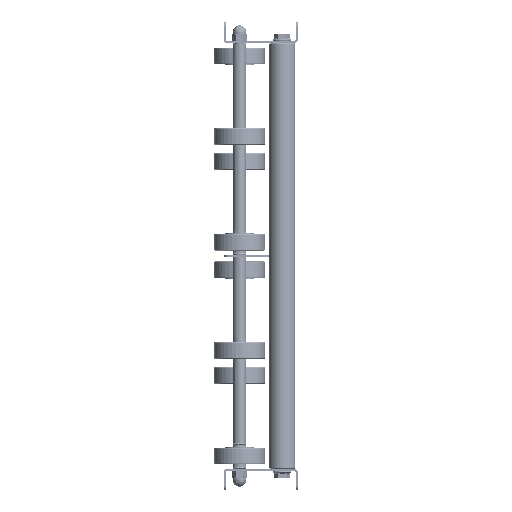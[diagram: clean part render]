
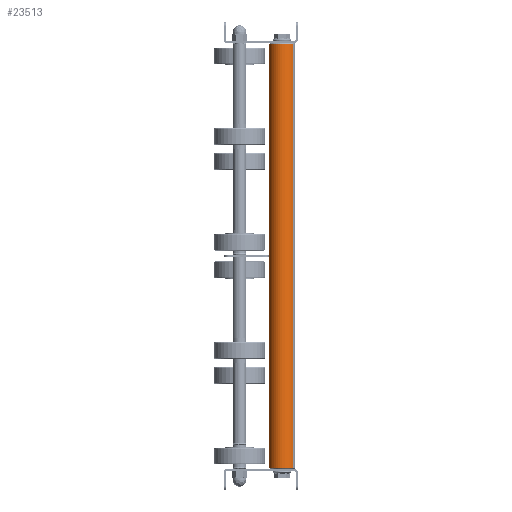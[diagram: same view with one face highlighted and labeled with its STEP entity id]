
A CAD part, left-side view. The second image highlights one B-rep face of the part: STEP entity #23513.
In plain terms, the highlighted cylindrical face has radius 12.5 mm (diameter 25 mm), a partial arc.
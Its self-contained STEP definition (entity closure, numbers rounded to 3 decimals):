
#383 = DIRECTION ( 'NONE',  ( -1., 0., 0. ) ) ;
#977 = CARTESIAN_POINT ( 'NONE',  ( 1., 0., 0. ) ) ;
#2188 = DIRECTION ( 'NONE',  ( -1., 0., 0. ) ) ;
#2835 = VECTOR ( 'NONE', #50043, 1000. ) ;
#2933 = ORIENTED_EDGE ( 'NONE', *, *, #21409, .T. ) ;
#6822 = CARTESIAN_POINT ( 'NONE',  ( 400., 0., 12.5 ) ) ;
#7458 = CARTESIAN_POINT ( 'NONE',  ( 399., 0., -12.5 ) ) ;
#7498 = CIRCLE ( 'NONE', #22586, 12.5 ) ;
#11174 = CARTESIAN_POINT ( 'NONE',  ( 400., 0., 0. ) ) ;
#11778 = CIRCLE ( 'NONE', #15940, 12.5 ) ;
#13170 = CARTESIAN_POINT ( 'NONE',  ( 399., 0., 12.5 ) ) ;
#15940 = AXIS2_PLACEMENT_3D ( 'NONE', #977, #21381, #16936 ) ;
#16936 = DIRECTION ( 'NONE',  ( 0., 0., -1. ) ) ;
#17680 = EDGE_CURVE ( 'NONE', #31305, #30064, #7498, .T. ) ;
#18067 = LINE ( 'NONE', #6822, #2835 ) ;
#18465 = DIRECTION ( 'NONE',  ( -1., 0., 0. ) ) ;
#19388 = ORIENTED_EDGE ( 'NONE', *, *, #47415, .F. ) ;
#21381 = DIRECTION ( 'NONE',  ( 1., 0., 0. ) ) ;
#21409 = EDGE_CURVE ( 'NONE', #30064, #31641, #18067, .T. ) ;
#22129 = LINE ( 'NONE', #49654, #40303 ) ;
#22586 = AXIS2_PLACEMENT_3D ( 'NONE', #26261, #2188, #42246 ) ;
#23513 = ADVANCED_FACE ( 'NONE', ( #47079 ), #40686, .T. ) ;
#25399 = CARTESIAN_POINT ( 'NONE',  ( 1., 0., -12.5 ) ) ;
#26261 = CARTESIAN_POINT ( 'NONE',  ( 399., 0., 0. ) ) ;
#27132 = VERTEX_POINT ( 'NONE', #25399 ) ;
#27739 = EDGE_LOOP ( 'NONE', ( #19388, #47874, #2933, #40880 ) ) ;
#28281 = EDGE_CURVE ( 'NONE', #31641, #27132, #11778, .T. ) ;
#30064 = VERTEX_POINT ( 'NONE', #13170 ) ;
#31305 = VERTEX_POINT ( 'NONE', #7458 ) ;
#31641 = VERTEX_POINT ( 'NONE', #38035 ) ;
#33192 = AXIS2_PLACEMENT_3D ( 'NONE', #11174, #383, #43147 ) ;
#38035 = CARTESIAN_POINT ( 'NONE',  ( 1., 0., 12.5 ) ) ;
#40303 = VECTOR ( 'NONE', #18465, 1000. ) ;
#40686 = CYLINDRICAL_SURFACE ( 'NONE', #33192, 12.5 ) ;
#40880 = ORIENTED_EDGE ( 'NONE', *, *, #28281, .T. ) ;
#42246 = DIRECTION ( 'NONE',  ( 0., 0., -1. ) ) ;
#43147 = DIRECTION ( 'NONE',  ( 0., 0., 1. ) ) ;
#47079 = FACE_OUTER_BOUND ( 'NONE', #27739, .T. ) ;
#47415 = EDGE_CURVE ( 'NONE', #31305, #27132, #22129, .T. ) ;
#47874 = ORIENTED_EDGE ( 'NONE', *, *, #17680, .T. ) ;
#49654 = CARTESIAN_POINT ( 'NONE',  ( 400., 0., -12.5 ) ) ;
#50043 = DIRECTION ( 'NONE',  ( -1., 0., 0. ) ) ;
